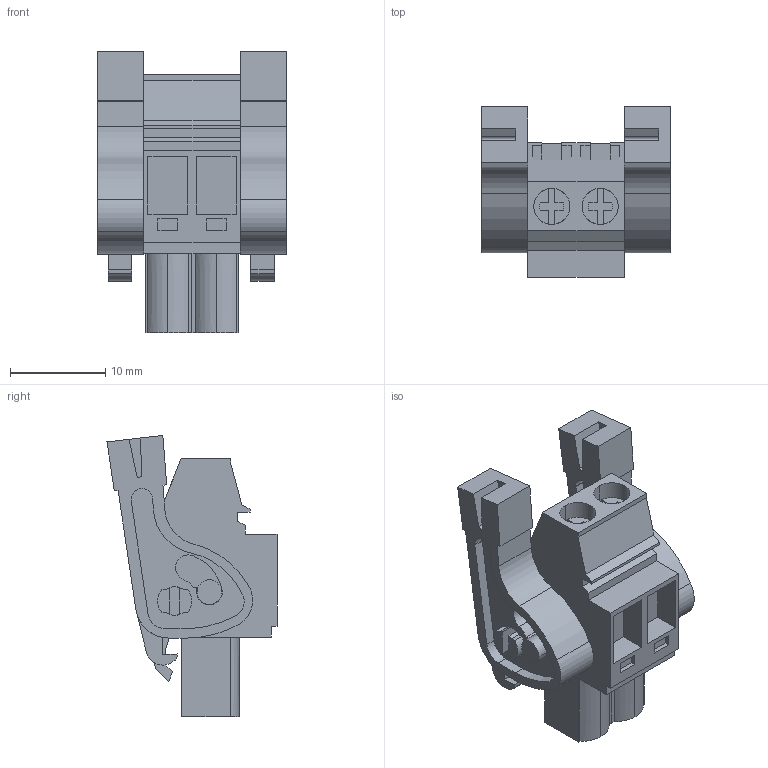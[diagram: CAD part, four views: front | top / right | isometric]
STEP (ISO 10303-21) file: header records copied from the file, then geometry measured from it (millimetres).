
FILE_DESCRIPTION(('CATIA V5 STEP','CAx-IF Rec.Pracs.--- Model Styling and Organization---1.2---2011-12-15'),'2;1');
FILE_NAME ('D1460091_0_1947530000_1947530000.stp','2017-09-09T11:12:02+00:00',('none'),('Weidmueller'),'CATIA Version 5-6 Release 2014','CATIA V5 STEP AP214','none');
FILE_SCHEMA(('AUTOMOTIVE_DESIGN { 1 0 10303 214 1 1 1 1 }'));
Length unit declared in the file: millimetre
Products named in the file (1): 1947530000
Bounding box: 19.86 x 17.88 x 29.56 mm (x, y, z)
Volume: 3511.8 mm3; surface area: 3648.7 mm2
Topology: 5 solids, 5 shells, 316 faces, 858 edges, 571 vertices
Faces by surface type: plane 224, cylinder 88, extrusion 4
Entity records: 9657 total; most frequent: CARTESIAN_POINT 1868, ORIENTED_EDGE 1716, DIRECTION 1362, EDGE_CURVE 858, VECTOR 650, LINE 646, VERTEX_POINT 571, AXIS2_PLACEMENT_3D 449
